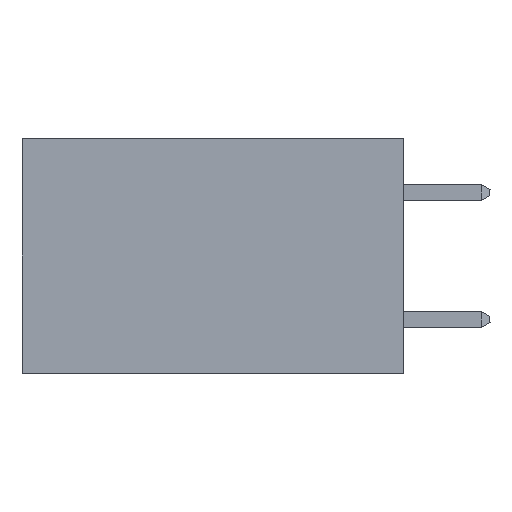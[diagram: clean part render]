
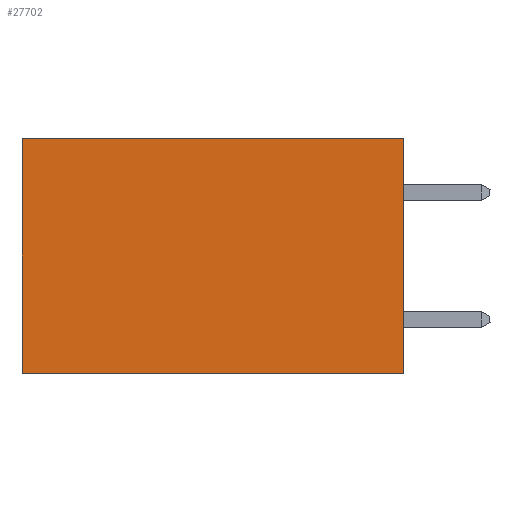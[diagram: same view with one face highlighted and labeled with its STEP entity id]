
A CAD part, left-side view. The second image highlights one B-rep face of the part: STEP entity #27702.
In plain terms, the highlighted planar face has unit normal (-1, 0, 0).
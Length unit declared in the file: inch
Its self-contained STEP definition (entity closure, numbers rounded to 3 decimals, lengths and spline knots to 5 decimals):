
#2063 = ORIENTED_EDGE ( 'NONE', *, *, #43004, .T. ) ;
#3223 = CARTESIAN_POINT ( 'NONE',  ( 0.2875, 0., 0. ) ) ;
#3280 = VERTEX_POINT ( 'NONE', #25058 ) ;
#5083 = EDGE_CURVE ( 'NONE', #9158, #3280, #19274, .T. ) ;
#7133 = EDGE_CURVE ( 'NONE', #16504, #9158, #16400, .T. ) ;
#7658 = CARTESIAN_POINT ( 'NONE',  ( 0.2875, 0., 0. ) ) ;
#8575 = VERTEX_POINT ( 'NONE', #18702 ) ;
#9025 = VECTOR ( 'NONE', #11353, 39.37008 ) ;
#9158 = VERTEX_POINT ( 'NONE', #25011 ) ;
#10536 = CARTESIAN_POINT ( 'NONE',  ( 0.2875, 0., -0.37 ) ) ;
#10918 = DIRECTION ( 'NONE',  ( 0., 0., -1. ) ) ;
#11353 = DIRECTION ( 'NONE',  ( 0., 0., -1. ) ) ;
#12844 = PLANE ( 'NONE',  #37427 ) ;
#13941 = ORIENTED_EDGE ( 'NONE', *, *, #7133, .F. ) ;
#14123 = DIRECTION ( 'NONE',  ( 0., 1., 0. ) ) ;
#15458 = EDGE_CURVE ( 'NONE', #16504, #8575, #42550, .T. ) ;
#16400 = LINE ( 'NONE', #7658, #9025 ) ;
#16504 = VERTEX_POINT ( 'NONE', #23365 ) ;
#17123 = VECTOR ( 'NONE', #24176, 39.37008 ) ;
#17804 = CARTESIAN_POINT ( 'NONE',  ( 0.2875, 0., 0. ) ) ;
#18238 = FACE_OUTER_BOUND ( 'NONE', #21254, .T. ) ;
#18702 = CARTESIAN_POINT ( 'NONE',  ( 0.2875, 0.6, 0. ) ) ;
#19274 = LINE ( 'NONE', #10536, #17123 ) ;
#21254 = EDGE_LOOP ( 'NONE', ( #2063, #22450, #13941, #27107 ) ) ;
#22450 = ORIENTED_EDGE ( 'NONE', *, *, #5083, .F. ) ;
#23365 = CARTESIAN_POINT ( 'NONE',  ( 0.2875, 0., 0. ) ) ;
#24176 = DIRECTION ( 'NONE',  ( 0., 1., 0. ) ) ;
#25011 = CARTESIAN_POINT ( 'NONE',  ( 0.2875, 0., -0.37 ) ) ;
#25058 = CARTESIAN_POINT ( 'NONE',  ( 0.2875, 0.6, -0.37 ) ) ;
#26642 = DIRECTION ( 'NONE',  ( 0., 0., -1. ) ) ;
#26712 = VECTOR ( 'NONE', #14123, 39.37008 ) ;
#27107 = ORIENTED_EDGE ( 'NONE', *, *, #15458, .T. ) ;
#27702 = ADVANCED_FACE ( 'NONE', ( #18238 ), #12844, .F. ) ;
#35474 = LINE ( 'NONE', #37523, #43360 ) ;
#37427 = AXIS2_PLACEMENT_3D ( 'NONE', #3223, #39896, #26642 ) ;
#37523 = CARTESIAN_POINT ( 'NONE',  ( 0.2875, 0.6, 0. ) ) ;
#39896 = DIRECTION ( 'NONE',  ( 1., 0., 0. ) ) ;
#42550 = LINE ( 'NONE', #17804, #26712 ) ;
#43004 = EDGE_CURVE ( 'NONE', #8575, #3280, #35474, .T. ) ;
#43360 = VECTOR ( 'NONE', #10918, 39.37008 ) ;
